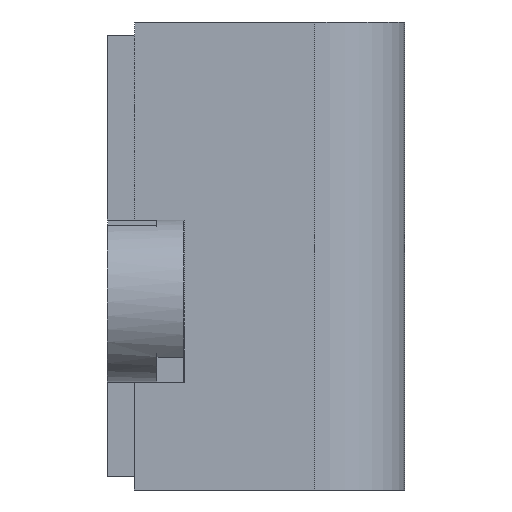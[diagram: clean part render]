
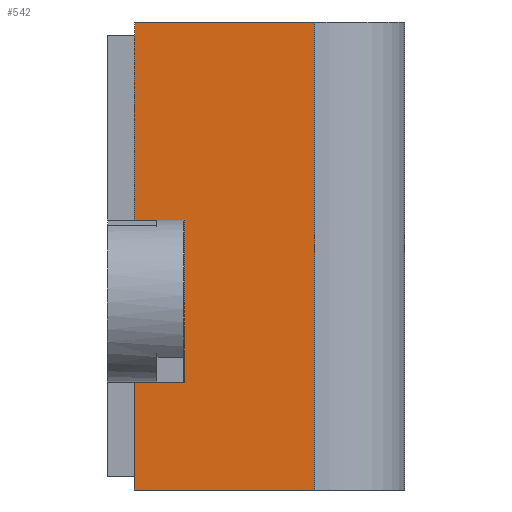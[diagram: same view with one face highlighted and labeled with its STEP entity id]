
A CAD part, left-side view. The second image highlights one B-rep face of the part: STEP entity #542.
In plain terms, the highlighted planar face has unit normal (-1, 0, 0).
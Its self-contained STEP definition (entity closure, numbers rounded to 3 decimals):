
#22 = VERTEX_POINT ( 'NONE', #781 ) ;
#63 = CARTESIAN_POINT ( 'NONE',  ( -28., -23., -21. ) ) ;
#119 = CARTESIAN_POINT ( 'NONE',  ( -28., 0., 9. ) ) ;
#148 = VECTOR ( 'NONE', #840, 1000. ) ;
#156 = CARTESIAN_POINT ( 'NONE',  ( -28., -23., 31. ) ) ;
#159 = DIRECTION ( 'NONE',  ( -1., 0., 0. ) ) ;
#191 = LINE ( 'NONE', #493, #564 ) ;
#210 = EDGE_CURVE ( 'NONE', #296, #1652, #690, .T. ) ;
#234 = EDGE_CURVE ( 'NONE', #1792, #296, #746, .T. ) ;
#249 = ORIENTED_EDGE ( 'NONE', *, *, #1870, .T. ) ;
#265 = CARTESIAN_POINT ( 'NONE',  ( -28., -3., -9. ) ) ;
#288 = DIRECTION ( 'NONE',  ( 0., 0., 1. ) ) ;
#296 = VERTEX_POINT ( 'NONE', #1782 ) ;
#325 = EDGE_CURVE ( 'NONE', #1022, #1652, #440, .T. ) ;
#367 = VECTOR ( 'NONE', #1941, 1000. ) ;
#372 = CARTESIAN_POINT ( 'NONE',  ( -28., -8.5, 0. ) ) ;
#416 = VECTOR ( 'NONE', #963, 1000. ) ;
#417 = DIRECTION ( 'NONE',  ( 0., 1., 0. ) ) ;
#430 = EDGE_CURVE ( 'NONE', #1022, #1308, #706, .T. ) ;
#440 = LINE ( 'NONE', #119, #1105 ) ;
#493 = CARTESIAN_POINT ( 'NONE',  ( -28., -23., 0. ) ) ;
#504 = ORIENTED_EDGE ( 'NONE', *, *, #234, .T. ) ;
#522 = FACE_OUTER_BOUND ( 'NONE', #1134, .T. ) ;
#531 = ORIENTED_EDGE ( 'NONE', *, *, #1407, .T. ) ;
#542 = ADVANCED_FACE ( 'NONE', ( #522 ), #1803, .T. ) ;
#564 = VECTOR ( 'NONE', #1858, 1000. ) ;
#580 = ORIENTED_EDGE ( 'NONE', *, *, #1072, .F. ) ;
#591 = DIRECTION ( 'NONE',  ( 0., 1., 0. ) ) ;
#690 = LINE ( 'NONE', #835, #416 ) ;
#706 = LINE ( 'NONE', #372, #961 ) ;
#709 = ORIENTED_EDGE ( 'NONE', *, *, #325, .F. ) ;
#746 = LINE ( 'NONE', #887, #1077 ) ;
#781 = CARTESIAN_POINT ( 'NONE',  ( -28., -23., -21. ) ) ;
#835 = CARTESIAN_POINT ( 'NONE',  ( -28., -3., 0. ) ) ;
#840 = DIRECTION ( 'NONE',  ( 0., -1., 0. ) ) ;
#887 = CARTESIAN_POINT ( 'NONE',  ( -28., -23., 31. ) ) ;
#961 = VECTOR ( 'NONE', #1276, 1000. ) ;
#963 = DIRECTION ( 'NONE',  ( 0., 0., -1. ) ) ;
#1022 = VERTEX_POINT ( 'NONE', #1638 ) ;
#1072 = EDGE_CURVE ( 'NONE', #1707, #1308, #1477, .T. ) ;
#1077 = VECTOR ( 'NONE', #417, 1000. ) ;
#1094 = CARTESIAN_POINT ( 'NONE',  ( -28., -3., -21. ) ) ;
#1098 = LINE ( 'NONE', #1122, #1474 ) ;
#1105 = VECTOR ( 'NONE', #591, 1000. ) ;
#1122 = CARTESIAN_POINT ( 'NONE',  ( -28., -3., 0. ) ) ;
#1134 = EDGE_LOOP ( 'NONE', ( #709, #1493, #580, #531, #1884, #249, #504, #1607 ) ) ;
#1139 = DIRECTION ( 'NONE',  ( 0., 0., -1. ) ) ;
#1276 = DIRECTION ( 'NONE',  ( 0., 0., -1. ) ) ;
#1300 = VERTEX_POINT ( 'NONE', #1094 ) ;
#1308 = VERTEX_POINT ( 'NONE', #1404 ) ;
#1404 = CARTESIAN_POINT ( 'NONE',  ( -28., -8.5, -9. ) ) ;
#1407 = EDGE_CURVE ( 'NONE', #1707, #1300, #1098, .T. ) ;
#1474 = VECTOR ( 'NONE', #1139, 1000. ) ;
#1477 = LINE ( 'NONE', #1935, #367 ) ;
#1479 = EDGE_CURVE ( 'NONE', #1300, #22, #1521, .T. ) ;
#1493 = ORIENTED_EDGE ( 'NONE', *, *, #430, .T. ) ;
#1521 = LINE ( 'NONE', #63, #148 ) ;
#1607 = ORIENTED_EDGE ( 'NONE', *, *, #210, .T. ) ;
#1638 = CARTESIAN_POINT ( 'NONE',  ( -28., -8.5, 9. ) ) ;
#1652 = VERTEX_POINT ( 'NONE', #1798 ) ;
#1707 = VERTEX_POINT ( 'NONE', #265 ) ;
#1782 = CARTESIAN_POINT ( 'NONE',  ( -28., -3., 31. ) ) ;
#1792 = VERTEX_POINT ( 'NONE', #156 ) ;
#1798 = CARTESIAN_POINT ( 'NONE',  ( -28., -3., 9. ) ) ;
#1803 = PLANE ( 'NONE',  #1904 ) ;
#1858 = DIRECTION ( 'NONE',  ( 0., 0., 1. ) ) ;
#1870 = EDGE_CURVE ( 'NONE', #22, #1792, #191, .T. ) ;
#1884 = ORIENTED_EDGE ( 'NONE', *, *, #1479, .T. ) ;
#1904 = AXIS2_PLACEMENT_3D ( 'NONE', #1943, #159, #288 ) ;
#1935 = CARTESIAN_POINT ( 'NONE',  ( -28., 0., -9. ) ) ;
#1941 = DIRECTION ( 'NONE',  ( 0., -1., 0. ) ) ;
#1943 = CARTESIAN_POINT ( 'NONE',  ( -28., -23., 0. ) ) ;
